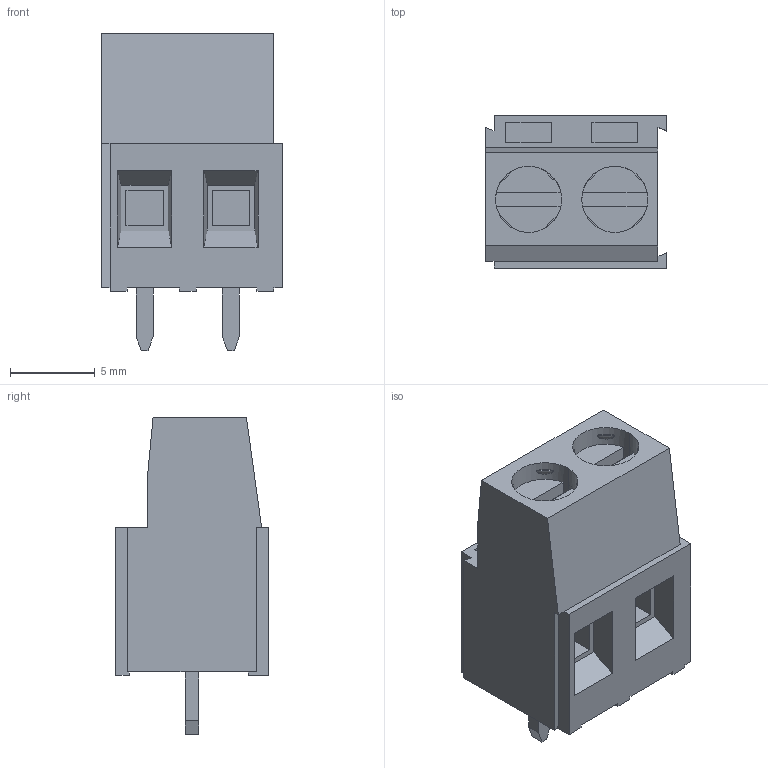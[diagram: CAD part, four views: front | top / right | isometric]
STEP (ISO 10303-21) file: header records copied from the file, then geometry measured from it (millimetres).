
FILE_DESCRIPTION (( 'STEP AP214' ), '1' );
FILE_NAME ('CONN-TH_2P-P5.08_796949-2.STEP', '2024-09-21T00:03:42', ( '' ), ( '' ), 'SwSTEP 2.0', 'SolidWorks 2020', '' );
FILE_SCHEMA (( 'AUTOMOTIVE_DESIGN' ));
Length unit declared in the file: millimetre
Products named in the file (1): CONN-TH_2P-P5.08_796949-2
Bounding box: 10.66 x 9.01 x 18.7 mm (x, y, z)
Volume: 1092.4 mm3; surface area: 1054.6 mm2
Topology: 16 solids, 16 shells, 369 faces, 950 edges, 629 vertices
Faces by surface type: plane 255, bspline 106, cylinder 8
Entity records: 16184 total; most frequent: CARTESIAN_POINT 3619, ORIENTED_EDGE 1900, DIRECTION 1306, EDGE_CURVE 950, LINE 706, VECTOR 706, VERTEX_POINT 629, EDGE_LOOP 401
